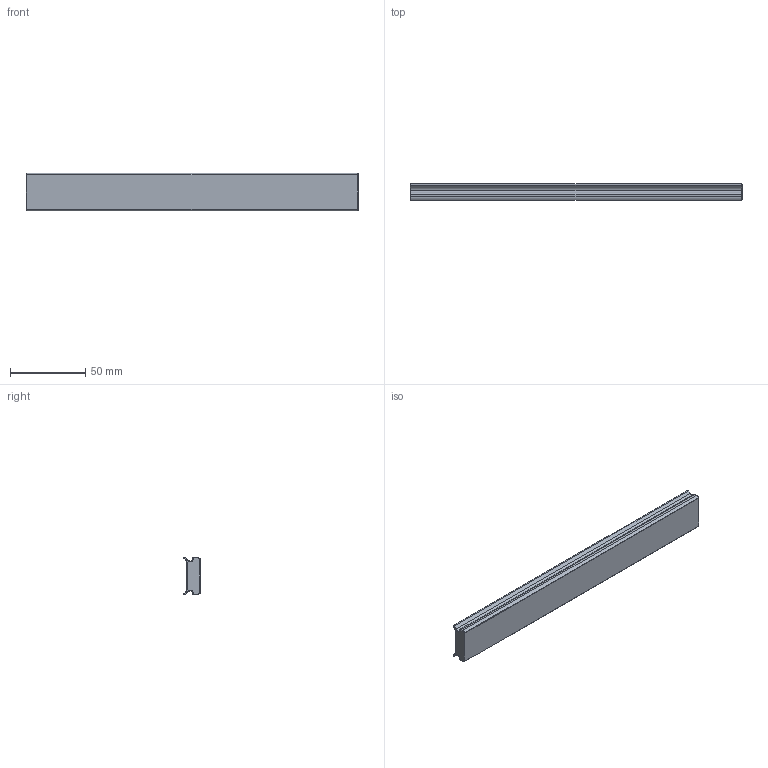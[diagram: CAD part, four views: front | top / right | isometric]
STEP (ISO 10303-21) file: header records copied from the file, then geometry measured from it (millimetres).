
FILE_DESCRIPTION(/* description */ (''),/* implementation_level */ '2;1');
FILE_NAME(/* name */ '220x25mm-Cable-Channel-top.stp',/* time_stamp */ '2023-06-26T16:06:12+03:00',/* author */ ('v_b'),/* organization */ (''),/* preprocessor_version */ 'ST-DEVELOPER v19.2',/* originating_system */ 'Autodesk Inventor 2023',/* authorisation */ '');
FILE_SCHEMA (('AUTOMOTIVE_DESIGN { 1 0 10303 214 3 1 1 }'));
Length unit declared in the file: millimetre
Products named in the file (1): 220x25mm-Cable-Channel-top
Bounding box: 220 x 11 x 25 mm (x, y, z)
Volume: 18273.6 mm3; surface area: 22904.4 mm2
Topology: 1 solids, 1 shells, 432 faces, 1022 edges, 552 vertices
Faces by surface type: cylinder 196, bspline 92, plane 80, torus 60, sphere 4
Entity records: 15806 total; most frequent: CARTESIAN_POINT 6303, DIRECTION 2080, ORIENTED_EDGE 1964, EDGE_CURVE 982, AXIS2_PLACEMENT_3D 833, VERTEX_POINT 552, FACE_OUTER_BOUND 432, EDGE_LOOP 432
